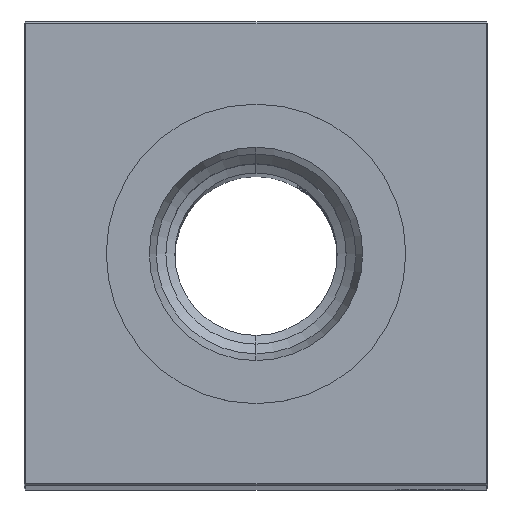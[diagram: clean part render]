
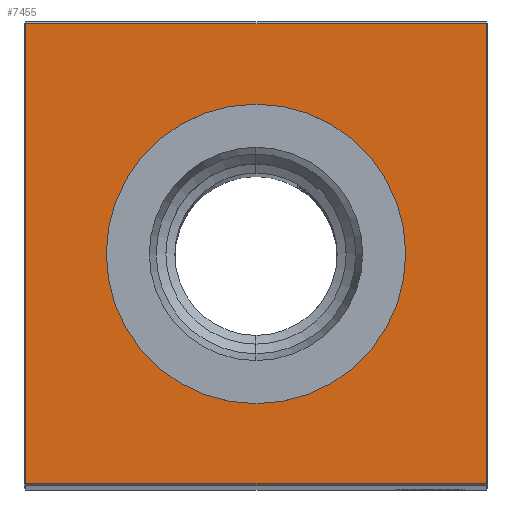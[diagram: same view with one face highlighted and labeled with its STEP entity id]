
A CAD part, top view. The second image highlights one B-rep face of the part: STEP entity #7455.
In plain terms, the highlighted planar face has unit normal (0, 0, 1).
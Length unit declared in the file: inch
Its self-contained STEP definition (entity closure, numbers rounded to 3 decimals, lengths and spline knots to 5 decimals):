
#523 = CARTESIAN_POINT ( 'NONE',  ( 1.24, 0., 13. ) ) ;
#558 = LINE ( 'NONE', #21025, #13950 ) ;
#667 = DIRECTION ( 'NONE',  ( 0., -1., 0. ) ) ;
#735 = DIRECTION ( 'NONE',  ( -1., 0., 0. ) ) ;
#756 = ORIENTED_EDGE ( 'NONE', *, *, #15864, .T. ) ;
#1011 = CARTESIAN_POINT ( 'NONE',  ( 0., 0.80709, 13. ) ) ;
#1219 = EDGE_CURVE ( 'NONE', #13052, #22693, #3745, .T. ) ;
#1611 = DIRECTION ( 'NONE',  ( 0., 0., -1. ) ) ;
#2522 = DIRECTION ( 'NONE',  ( 0., 0., -1. ) ) ;
#2656 = DIRECTION ( 'NONE',  ( 0., 1., 0. ) ) ;
#3745 = CIRCLE ( 'NONE', #12726, 0.80709 ) ;
#3872 = EDGE_CURVE ( 'NONE', #12873, #20762, #14467, .T. ) ;
#4360 = CARTESIAN_POINT ( 'NONE',  ( 0., 0., 13. ) ) ;
#4522 = CARTESIAN_POINT ( 'NONE',  ( 0., 0., 13. ) ) ;
#7112 = CARTESIAN_POINT ( 'NONE',  ( -1.24, 1.24, 13. ) ) ;
#7269 = VECTOR ( 'NONE', #735, 39.37008 ) ;
#7356 = ORIENTED_EDGE ( 'NONE', *, *, #11117, .T. ) ;
#7396 = VECTOR ( 'NONE', #2656, 39.37008 ) ;
#7455 = ADVANCED_FACE ( 'NONE', ( #19460, #12699 ), #25629, .F. ) ;
#8621 = CARTESIAN_POINT ( 'NONE',  ( 0., -0.80709, 13. ) ) ;
#9516 = DIRECTION ( 'NONE',  ( -1., 0., 0. ) ) ;
#10051 = EDGE_CURVE ( 'NONE', #11136, #12873, #25081, .T. ) ;
#10499 = CARTESIAN_POINT ( 'NONE',  ( 1.24, -1.24, 13. ) ) ;
#10637 = VECTOR ( 'NONE', #667, 39.37008 ) ;
#10988 = DIRECTION ( 'NONE',  ( 1., 0., 0. ) ) ;
#11117 = EDGE_CURVE ( 'NONE', #12542, #11136, #12847, .T. ) ;
#11136 = VERTEX_POINT ( 'NONE', #22852 ) ;
#11389 = CARTESIAN_POINT ( 'NONE',  ( 0., 0., 13. ) ) ;
#12542 = VERTEX_POINT ( 'NONE', #10499 ) ;
#12699 = FACE_BOUND ( 'NONE', #22343, .T. ) ;
#12726 = AXIS2_PLACEMENT_3D ( 'NONE', #11389, #1611, #9516 ) ;
#12847 = LINE ( 'NONE', #523, #7396 ) ;
#12873 = VERTEX_POINT ( 'NONE', #7112 ) ;
#12904 = ORIENTED_EDGE ( 'NONE', *, *, #1219, .T. ) ;
#13052 = VERTEX_POINT ( 'NONE', #8621 ) ;
#13950 = VECTOR ( 'NONE', #10988, 39.37008 ) ;
#14467 = LINE ( 'NONE', #23142, #10637 ) ;
#15864 = EDGE_CURVE ( 'NONE', #22693, #13052, #23372, .T. ) ;
#16919 = CARTESIAN_POINT ( 'NONE',  ( 0., 1.24, 13. ) ) ;
#18625 = EDGE_CURVE ( 'NONE', #20762, #12542, #558, .T. ) ;
#19460 = FACE_OUTER_BOUND ( 'NONE', #21695, .T. ) ;
#20131 = ORIENTED_EDGE ( 'NONE', *, *, #3872, .T. ) ;
#20565 = ORIENTED_EDGE ( 'NONE', *, *, #10051, .T. ) ;
#20762 = VERTEX_POINT ( 'NONE', #22093 ) ;
#21025 = CARTESIAN_POINT ( 'NONE',  ( 0., -1.24, 13. ) ) ;
#21679 = AXIS2_PLACEMENT_3D ( 'NONE', #4360, #22553, #24566 ) ;
#21695 = EDGE_LOOP ( 'NONE', ( #20131, #24966, #7356, #20565 ) ) ;
#21750 = DIRECTION ( 'NONE',  ( -1., 0., 0. ) ) ;
#22093 = CARTESIAN_POINT ( 'NONE',  ( -1.24, -1.24, 13. ) ) ;
#22343 = EDGE_LOOP ( 'NONE', ( #756, #12904 ) ) ;
#22553 = DIRECTION ( 'NONE',  ( 0., 0., -1. ) ) ;
#22693 = VERTEX_POINT ( 'NONE', #1011 ) ;
#22852 = CARTESIAN_POINT ( 'NONE',  ( 1.24, 1.24, 13. ) ) ;
#23142 = CARTESIAN_POINT ( 'NONE',  ( -1.24, 0., 13. ) ) ;
#23372 = CIRCLE ( 'NONE', #21679, 0.80709 ) ;
#23435 = AXIS2_PLACEMENT_3D ( 'NONE', #4522, #2522, #21750 ) ;
#24566 = DIRECTION ( 'NONE',  ( -1., 0., 0. ) ) ;
#24966 = ORIENTED_EDGE ( 'NONE', *, *, #18625, .T. ) ;
#25081 = LINE ( 'NONE', #16919, #7269 ) ;
#25629 = PLANE ( 'NONE',  #23435 ) ;
